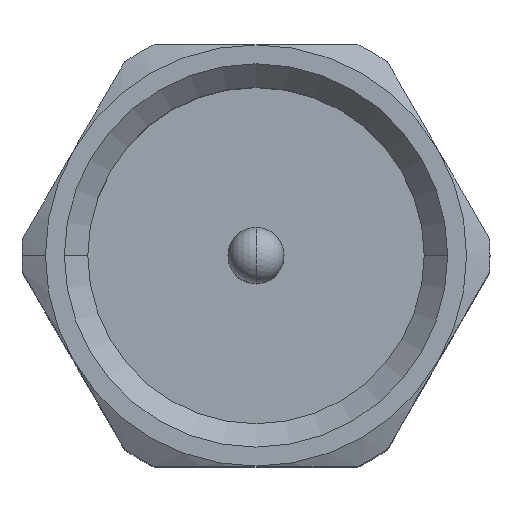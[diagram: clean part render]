
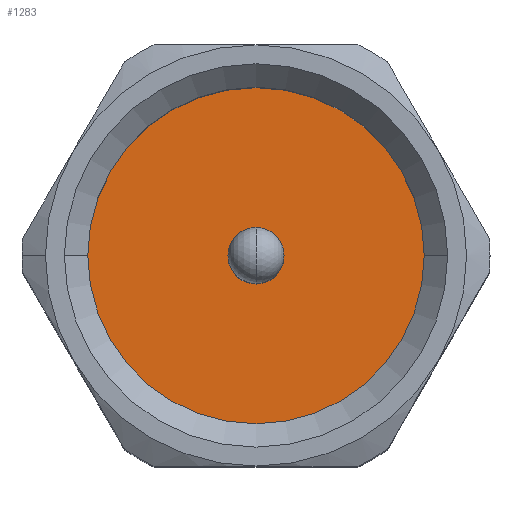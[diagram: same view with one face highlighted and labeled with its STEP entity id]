
A CAD part, top view. The second image highlights one B-rep face of the part: STEP entity #1283.
In plain terms, the highlighted planar face has unit normal (0, 0, 1).
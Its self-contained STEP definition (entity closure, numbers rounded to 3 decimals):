
#82 = AXIS2_PLACEMENT_3D ( 'NONE', #1230, #1236, #1237 ) ;
#159 = CIRCLE ( 'NONE', #343, 3.595 ) ;
#169 = ORIENTED_EDGE ( 'NONE', *, *, #480, .F. ) ;
#182 = ORIENTED_EDGE ( 'NONE', *, *, #407, .F. ) ;
#203 = ORIENTED_EDGE ( 'NONE', *, *, #363, .F. ) ;
#235 = CIRCLE ( 'NONE', #368, 0.6 ) ;
#262 = CIRCLE ( 'NONE', #354, 3.595 ) ;
#291 = ORIENTED_EDGE ( 'NONE', *, *, #405, .F. ) ;
#343 = AXIS2_PLACEMENT_3D ( 'NONE', #1337, #1338, #1339 ) ;
#354 = AXIS2_PLACEMENT_3D ( 'NONE', #1328, #1329, #1330 ) ;
#363 = EDGE_CURVE ( 'NONE', #2327, #2493, #235, .T. ) ;
#368 = AXIS2_PLACEMENT_3D ( 'NONE', #2592, #2591, #1282 ) ;
#405 = EDGE_CURVE ( 'NONE', #2445, #2351, #262, .T. ) ;
#407 = EDGE_CURVE ( 'NONE', #2351, #2445, #159, .T. ) ;
#480 = EDGE_CURVE ( 'NONE', #2493, #2327, #1030, .T. ) ;
#538 = CARTESIAN_POINT ( 'NONE',  ( 0., 0., -5.767 ) ) ;
#539 = DIRECTION ( 'NONE',  ( 0., 0., 1. ) ) ;
#540 = DIRECTION ( 'NONE',  ( -1., 0., 0. ) ) ;
#915 = AXIS2_PLACEMENT_3D ( 'NONE', #538, #539, #540 ) ;
#964 = FACE_OUTER_BOUND ( 'NONE', #1875, .T. ) ;
#965 = FACE_BOUND ( 'NONE', #2055, .T. ) ;
#1030 = CIRCLE ( 'NONE', #915, 0.6 ) ;
#1230 = CARTESIAN_POINT ( 'NONE',  ( 0., 0., -5.767 ) ) ;
#1235 = PLANE ( 'NONE',  #82 ) ;
#1236 = DIRECTION ( 'NONE',  ( 0., 0., -1. ) ) ;
#1237 = DIRECTION ( 'NONE',  ( -1., 0., 0. ) ) ;
#1282 = DIRECTION ( 'NONE',  ( -1., 0., 0. ) ) ;
#1283 = ADVANCED_FACE ( 'NONE', ( #964, #965 ), #1235, .F. ) ;
#1328 = CARTESIAN_POINT ( 'NONE',  ( 0., 0., -5.767 ) ) ;
#1329 = DIRECTION ( 'NONE',  ( 0., 0., -1. ) ) ;
#1330 = DIRECTION ( 'NONE',  ( -1., 0., 0. ) ) ;
#1337 = CARTESIAN_POINT ( 'NONE',  ( 0., 0., -5.767 ) ) ;
#1338 = DIRECTION ( 'NONE',  ( 0., 0., -1. ) ) ;
#1339 = DIRECTION ( 'NONE',  ( -1., 0., 0. ) ) ;
#1875 = EDGE_LOOP ( 'NONE', ( #182, #291 ) ) ;
#2055 = EDGE_LOOP ( 'NONE', ( #169, #203 ) ) ;
#2327 = VERTEX_POINT ( 'NONE', #2413 ) ;
#2351 = VERTEX_POINT ( 'NONE', #2416 ) ;
#2413 = CARTESIAN_POINT ( 'NONE',  ( -0.6, 0., -5.767 ) ) ;
#2416 = CARTESIAN_POINT ( 'NONE',  ( 3.595, 0., -5.767 ) ) ;
#2445 = VERTEX_POINT ( 'NONE', #2485 ) ;
#2485 = CARTESIAN_POINT ( 'NONE',  ( -3.595, 0., -5.767 ) ) ;
#2493 = VERTEX_POINT ( 'NONE', #2607 ) ;
#2591 = DIRECTION ( 'NONE',  ( 0., 0., 1. ) ) ;
#2592 = CARTESIAN_POINT ( 'NONE',  ( 0., 0., -5.767 ) ) ;
#2607 = CARTESIAN_POINT ( 'NONE',  ( 0.6, 0., -5.767 ) ) ;
